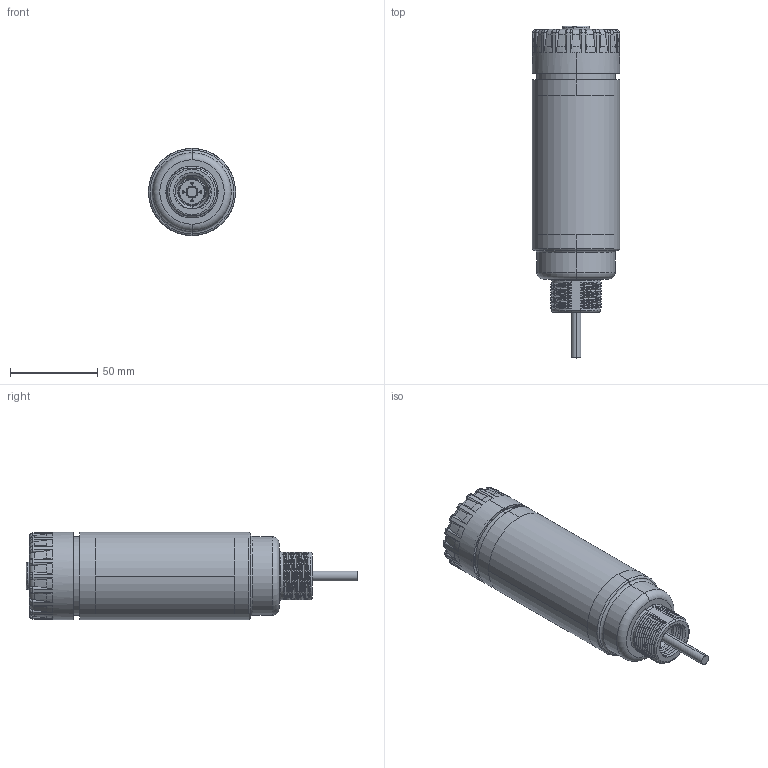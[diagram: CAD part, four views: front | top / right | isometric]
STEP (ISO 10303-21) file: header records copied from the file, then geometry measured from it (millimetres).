
FILE_DESCRIPTION((''),'2;1');
FILE_NAME('146181_SW','2009-04-28T',('banengservice'),('BANNER ENGINEERING'),'PRO/ENGINEER BY PARAMETRIC TECHNOLOGY CORPORATION, 2006170','PRO/ENGINEER BY PARAMETRIC TECHNOLOGY CORPORATION, 2006170','');
FILE_SCHEMA(('CONFIG_CONTROL_DESIGN'));
Products named in the file (1): 146181_SW
Bounding box: 50 x 190.55 x 50 mm (x, y, z)
Volume: 57071.7 mm3; surface area: 80787.5 mm2
Topology: 3 solids, 4 shells, 1241 faces, 3207 edges, 2021 vertices
Faces by surface type: cylinder 435, plane 293, bspline 231, torus 212, cone 70
Entity records: 71293 total; most frequent: CARTESIAN_POINT 42409, ORIENTED_EDGE 6410, DIRECTION 5608, EDGE_CURVE 3205, AXIS2_PLACEMENT_3D 2283, VERTEX_POINT 2021, EDGE_LOOP 1322, CIRCLE 1272
